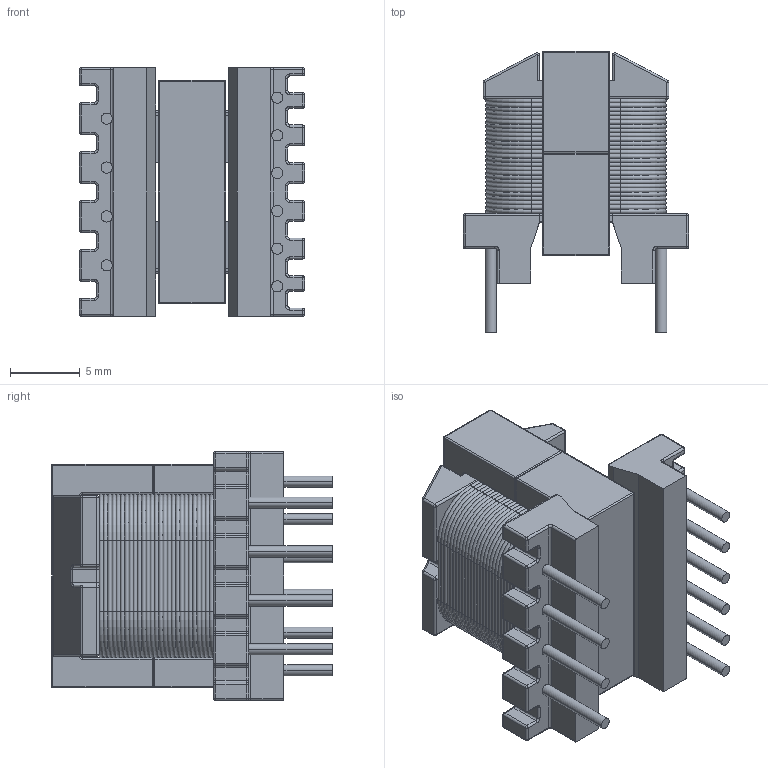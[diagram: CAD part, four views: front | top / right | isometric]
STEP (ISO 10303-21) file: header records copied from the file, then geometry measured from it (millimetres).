
FILE_DESCRIPTION (( 'STEP AP214' ), '1' );
FILE_NAME ('TI-EE16-1534.STEP', '2025-04-25T13:59:42', ( '' ), ( '' ), 'SwSTEP 2.0', 'SolidWorks 2021', '' );
FILE_SCHEMA (( 'AUTOMOTIVE_DESIGN' ));
Length unit declared in the file: millimetre
Products named in the file (1): TI-EE16-1534
Bounding box: 16.1 x 20.1 x 17.8 mm (x, y, z)
Volume: 2653.7 mm3; surface area: 3676.1 mm2
Topology: 14 solids, 14 shells, 937 faces, 2057 edges, 1056 vertices
Faces by surface type: cylinder 476, torus 192, plane 169, sphere 96, bspline 4
Entity records: 24723 total; most frequent: DIRECTION 4844, CARTESIAN_POINT 4175, ORIENTED_EDGE 3934, AXIS2_PLACEMENT_3D 1989, EDGE_CURVE 1967, VERTEX_POINT 1056, CIRCLE 1055, EDGE_LOOP 939
